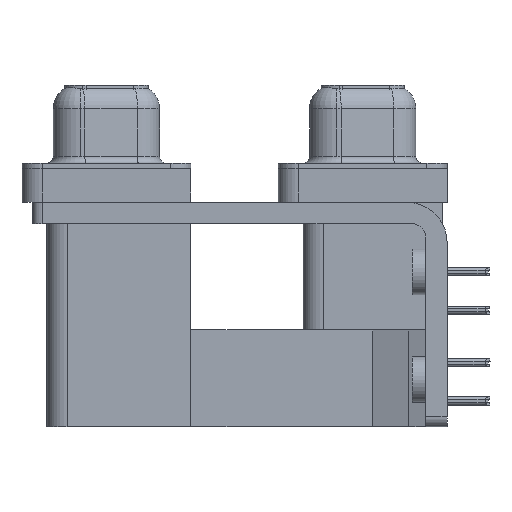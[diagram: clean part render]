
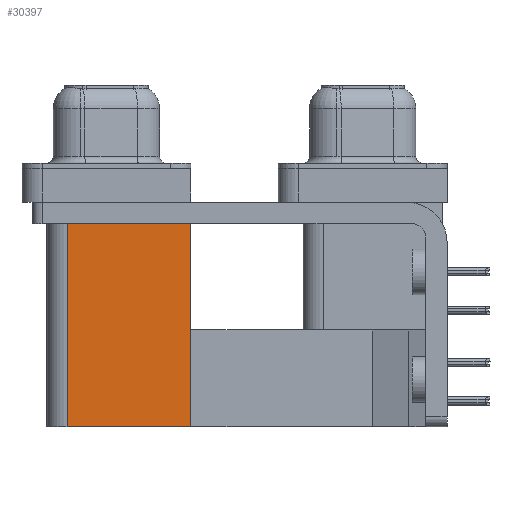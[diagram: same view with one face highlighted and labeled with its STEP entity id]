
A CAD part, left-side view. The second image highlights one B-rep face of the part: STEP entity #30397.
In plain terms, the highlighted planar face has unit normal (-1, 0, 0).
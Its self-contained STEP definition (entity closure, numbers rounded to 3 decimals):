
#235 = LINE ( 'NONE', #23200, #32211 ) ;
#555 = VERTEX_POINT ( 'NONE', #14154 ) ;
#2158 = CARTESIAN_POINT ( 'NONE',  ( 3.79, 12.775, -2.5 ) ) ;
#2469 = VECTOR ( 'NONE', #14703, 1000. ) ;
#4059 = DIRECTION ( 'NONE',  ( 0., 1., 0. ) ) ;
#5013 = VERTEX_POINT ( 'NONE', #39326 ) ;
#5472 = ORIENTED_EDGE ( 'NONE', *, *, #24195, .F. ) ;
#9920 = ORIENTED_EDGE ( 'NONE', *, *, #24243, .T. ) ;
#10326 = FACE_OUTER_BOUND ( 'NONE', #17801, .T. ) ;
#11096 = LINE ( 'NONE', #17894, #2469 ) ;
#12765 = VERTEX_POINT ( 'NONE', #40637 ) ;
#14071 = LINE ( 'NONE', #26827, #29359 ) ;
#14151 = CARTESIAN_POINT ( 'NONE',  ( 3.79, 12.775, -19.2 ) ) ;
#14154 = CARTESIAN_POINT ( 'NONE',  ( 3.79, 12.775, -19.2 ) ) ;
#14703 = DIRECTION ( 'NONE',  ( 0., 0., 1. ) ) ;
#14957 = LINE ( 'NONE', #2158, #42004 ) ;
#17801 = EDGE_LOOP ( 'NONE', ( #35208, #5472, #33532, #9920 ) ) ;
#17894 = CARTESIAN_POINT ( 'NONE',  ( 3.79, 12.775, -19.2 ) ) ;
#21282 = EDGE_CURVE ( 'NONE', #555, #12765, #14071, .T. ) ;
#22439 = AXIS2_PLACEMENT_3D ( 'NONE', #14151, #39895, #24114 ) ;
#23200 = CARTESIAN_POINT ( 'NONE',  ( 3.79, 21.975, -19.2 ) ) ;
#23279 = PLANE ( 'NONE',  #22439 ) ;
#24114 = DIRECTION ( 'NONE',  ( 0., 1., 0. ) ) ;
#24195 = EDGE_CURVE ( 'NONE', #12765, #5013, #235, .T. ) ;
#24243 = EDGE_CURVE ( 'NONE', #555, #25177, #11096, .T. ) ;
#25177 = VERTEX_POINT ( 'NONE', #31820 ) ;
#26827 = CARTESIAN_POINT ( 'NONE',  ( 3.79, 12.775, -19.2 ) ) ;
#27882 = EDGE_CURVE ( 'NONE', #25177, #5013, #14957, .T. ) ;
#29359 = VECTOR ( 'NONE', #4059, 1000. ) ;
#30397 = ADVANCED_FACE ( 'NONE', ( #10326 ), #23279, .F. ) ;
#31820 = CARTESIAN_POINT ( 'NONE',  ( 3.79, 12.775, -2.5 ) ) ;
#32211 = VECTOR ( 'NONE', #36201, 1000. ) ;
#33532 = ORIENTED_EDGE ( 'NONE', *, *, #21282, .F. ) ;
#34722 = DIRECTION ( 'NONE',  ( 0., 1., 0. ) ) ;
#35208 = ORIENTED_EDGE ( 'NONE', *, *, #27882, .T. ) ;
#36201 = DIRECTION ( 'NONE',  ( 0., 0., 1. ) ) ;
#39326 = CARTESIAN_POINT ( 'NONE',  ( 3.79, 21.975, -2.5 ) ) ;
#39895 = DIRECTION ( 'NONE',  ( 1., 0., 0. ) ) ;
#40637 = CARTESIAN_POINT ( 'NONE',  ( 3.79, 21.975, -19.2 ) ) ;
#42004 = VECTOR ( 'NONE', #34722, 1000. ) ;
